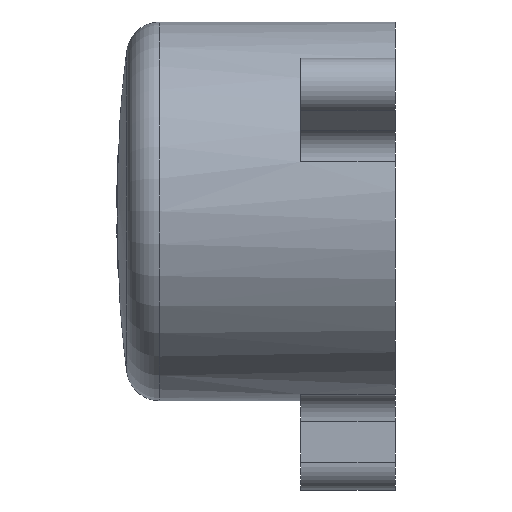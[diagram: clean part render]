
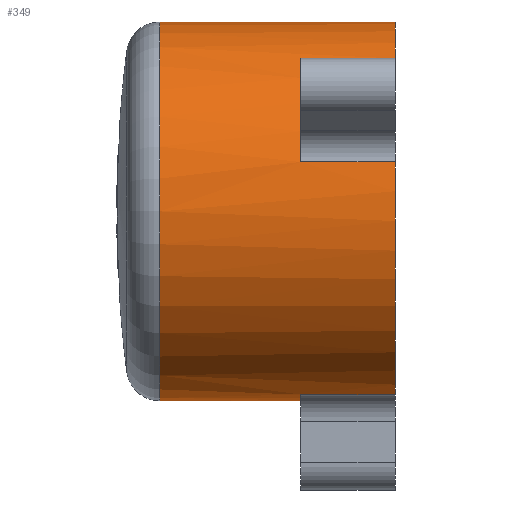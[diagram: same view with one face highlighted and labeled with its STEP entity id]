
A CAD part, left-side view. The second image highlights one B-rep face of the part: STEP entity #349.
In plain terms, the highlighted cylindrical face has radius 3.4 mm (diameter 6.8 mm), a partial arc.
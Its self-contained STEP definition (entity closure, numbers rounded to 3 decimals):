
#9 = CIRCLE ( 'NONE', #1488, 3.4 ) ;
#83 = DIRECTION ( 'NONE',  ( 0., 1., 0. ) ) ;
#100 = CARTESIAN_POINT ( 'NONE',  ( 0., 5., 3.4 ) ) ;
#117 = CARTESIAN_POINT ( 'NONE',  ( -3.282, 5., 0.888 ) ) ;
#191 = CARTESIAN_POINT ( 'NONE',  ( 0., 5., -3.4 ) ) ;
#221 = CARTESIAN_POINT ( 'NONE',  ( -3.282, 0., 0.888 ) ) ;
#264 = ORIENTED_EDGE ( 'NONE', *, *, #1311, .T. ) ;
#267 = CARTESIAN_POINT ( 'NONE',  ( -0.872, 0., -3.286 ) ) ;
#300 = DIRECTION ( 'NONE',  ( 0., -1., 0. ) ) ;
#346 = DIRECTION ( 'NONE',  ( 0., -1., 0. ) ) ;
#349 = ADVANCED_FACE ( 'NONE', ( #1109 ), #638, .T. ) ;
#364 = ORIENTED_EDGE ( 'NONE', *, *, #742, .T. ) ;
#387 = ORIENTED_EDGE ( 'NONE', *, *, #499, .T. ) ;
#403 = LINE ( 'NONE', #880, #1373 ) ;
#420 = EDGE_CURVE ( 'NONE', #662, #1296, #1178, .T. ) ;
#423 = EDGE_CURVE ( 'NONE', #1745, #1978, #1896, .T. ) ;
#437 = EDGE_CURVE ( 'NONE', #1177, #1296, #9, .T. ) ;
#480 = CARTESIAN_POINT ( 'NONE',  ( 0., 5., 0. ) ) ;
#499 = EDGE_CURVE ( 'NONE', #1177, #1368, #1954, .T. ) ;
#510 = CARTESIAN_POINT ( 'NONE',  ( -0.872, 5., -3.286 ) ) ;
#557 = CARTESIAN_POINT ( 'NONE',  ( -2.41, 1.7, 2.398 ) ) ;
#564 = AXIS2_PLACEMENT_3D ( 'NONE', #1266, #300, #647 ) ;
#588 = DIRECTION ( 'NONE',  ( 0., -1., 0. ) ) ;
#638 = CYLINDRICAL_SURFACE ( 'NONE', #1996, 3.4 ) ;
#642 = CARTESIAN_POINT ( 'NONE',  ( -0.872, 1.7, -3.286 ) ) ;
#647 = DIRECTION ( 'NONE',  ( 0., 0., -1. ) ) ;
#659 = DIRECTION ( 'NONE',  ( 0., -1., 0. ) ) ;
#662 = VERTEX_POINT ( 'NONE', #924 ) ;
#664 = ORIENTED_EDGE ( 'NONE', *, *, #840, .T. ) ;
#696 = DIRECTION ( 'NONE',  ( 0., -1., 0. ) ) ;
#742 = EDGE_CURVE ( 'NONE', #1738, #662, #1733, .T. ) ;
#773 = DIRECTION ( 'NONE',  ( 0., 1., 0. ) ) ;
#827 = AXIS2_PLACEMENT_3D ( 'NONE', #1984, #1808, #1627 ) ;
#840 = EDGE_CURVE ( 'NONE', #1745, #879, #403, .T. ) ;
#843 = DIRECTION ( 'NONE',  ( 0., -1., 0. ) ) ;
#879 = VERTEX_POINT ( 'NONE', #1218 ) ;
#880 = CARTESIAN_POINT ( 'NONE',  ( -2.41, 5., 2.398 ) ) ;
#892 = VECTOR ( 'NONE', #843, 1000. ) ;
#924 = CARTESIAN_POINT ( 'NONE',  ( 0., 4.226, -3.4 ) ) ;
#972 = ORIENTED_EDGE ( 'NONE', *, *, #423, .F. ) ;
#1006 = CARTESIAN_POINT ( 'NONE',  ( 0., 0., 3.4 ) ) ;
#1031 = AXIS2_PLACEMENT_3D ( 'NONE', #1550, #1384, #1079 ) ;
#1056 = VECTOR ( 'NONE', #346, 1000. ) ;
#1061 = ORIENTED_EDGE ( 'NONE', *, *, #1097, .T. ) ;
#1079 = DIRECTION ( 'NONE',  ( 0., 0., 1. ) ) ;
#1083 = LINE ( 'NONE', #117, #1171 ) ;
#1097 = EDGE_CURVE ( 'NONE', #879, #1459, #1239, .T. ) ;
#1109 = FACE_OUTER_BOUND ( 'NONE', #1953, .T. ) ;
#1171 = VECTOR ( 'NONE', #773, 1000. ) ;
#1177 = VERTEX_POINT ( 'NONE', #642 ) ;
#1178 = LINE ( 'NONE', #191, #892 ) ;
#1210 = VERTEX_POINT ( 'NONE', #221 ) ;
#1218 = CARTESIAN_POINT ( 'NONE',  ( -2.41, 0., 2.398 ) ) ;
#1239 = CIRCLE ( 'NONE', #1031, 3.4 ) ;
#1266 = CARTESIAN_POINT ( 'NONE',  ( 0., 4.226, 0. ) ) ;
#1278 = DIRECTION ( 'NONE',  ( 0., 0., -1. ) ) ;
#1296 = VERTEX_POINT ( 'NONE', #2054 ) ;
#1311 = EDGE_CURVE ( 'NONE', #1368, #1210, #1407, .T. ) ;
#1317 = CARTESIAN_POINT ( 'NONE',  ( -3.282, 1.7, 0.888 ) ) ;
#1334 = DIRECTION ( 'NONE',  ( 0., 0., 1. ) ) ;
#1335 = CARTESIAN_POINT ( 'NONE',  ( 0., 4.226, 3.4 ) ) ;
#1368 = VERTEX_POINT ( 'NONE', #267 ) ;
#1373 = VECTOR ( 'NONE', #588, 1000. ) ;
#1384 = DIRECTION ( 'NONE',  ( 0., 1., 0. ) ) ;
#1387 = CARTESIAN_POINT ( 'NONE',  ( 0., 0., 0. ) ) ;
#1393 = EDGE_CURVE ( 'NONE', #1210, #1978, #1083, .T. ) ;
#1407 = CIRCLE ( 'NONE', #2039, 3.4 ) ;
#1459 = VERTEX_POINT ( 'NONE', #1006 ) ;
#1468 = VECTOR ( 'NONE', #2027, 1000. ) ;
#1484 = ORIENTED_EDGE ( 'NONE', *, *, #420, .T. ) ;
#1488 = AXIS2_PLACEMENT_3D ( 'NONE', #1946, #696, #1334 ) ;
#1531 = ORIENTED_EDGE ( 'NONE', *, *, #437, .F. ) ;
#1544 = ORIENTED_EDGE ( 'NONE', *, *, #1393, .T. ) ;
#1547 = LINE ( 'NONE', #100, #1468 ) ;
#1550 = CARTESIAN_POINT ( 'NONE',  ( 0., 0., 0. ) ) ;
#1627 = DIRECTION ( 'NONE',  ( 0.866, 0., -0.5 ) ) ;
#1733 = CIRCLE ( 'NONE', #564, 3.4 ) ;
#1738 = VERTEX_POINT ( 'NONE', #1335 ) ;
#1745 = VERTEX_POINT ( 'NONE', #557 ) ;
#1808 = DIRECTION ( 'NONE',  ( 0., -1., 0. ) ) ;
#1866 = DIRECTION ( 'NONE',  ( 0., 0., 1. ) ) ;
#1896 = CIRCLE ( 'NONE', #827, 3.4 ) ;
#1915 = EDGE_CURVE ( 'NONE', #1738, #1459, #1547, .T. ) ;
#1946 = CARTESIAN_POINT ( 'NONE',  ( 0., 1.7, 0. ) ) ;
#1949 = ORIENTED_EDGE ( 'NONE', *, *, #1915, .F. ) ;
#1953 = EDGE_LOOP ( 'NONE', ( #1949, #364, #1484, #1531, #387, #264, #1544, #972, #664, #1061 ) ) ;
#1954 = LINE ( 'NONE', #510, #1056 ) ;
#1978 = VERTEX_POINT ( 'NONE', #1317 ) ;
#1984 = CARTESIAN_POINT ( 'NONE',  ( 0., 1.7, 0. ) ) ;
#1996 = AXIS2_PLACEMENT_3D ( 'NONE', #480, #659, #1278 ) ;
#2027 = DIRECTION ( 'NONE',  ( 0., -1., 0. ) ) ;
#2039 = AXIS2_PLACEMENT_3D ( 'NONE', #1387, #83, #1866 ) ;
#2054 = CARTESIAN_POINT ( 'NONE',  ( 0., 1.7, -3.4 ) ) ;
